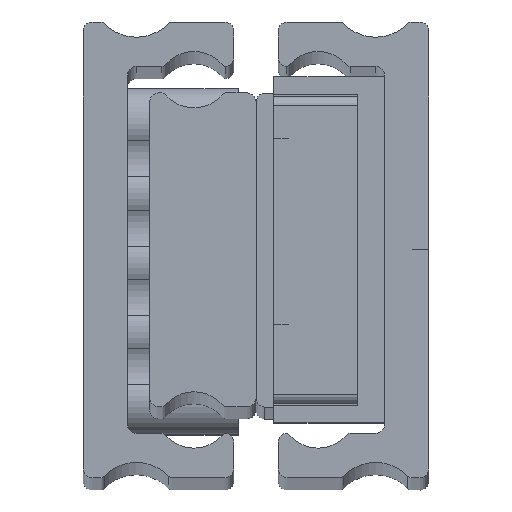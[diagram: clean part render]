
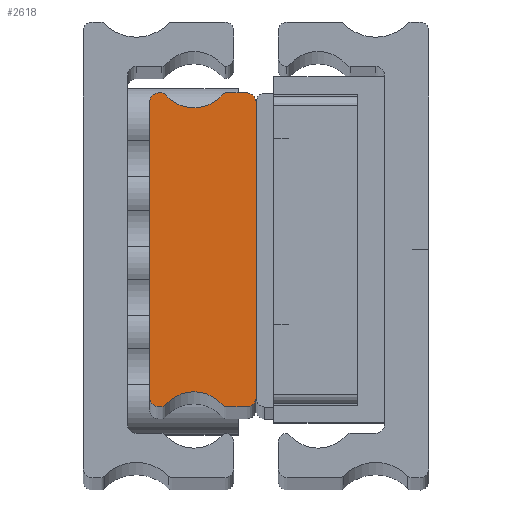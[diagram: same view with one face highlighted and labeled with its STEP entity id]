
A CAD part, top view. The second image highlights one B-rep face of the part: STEP entity #2618.
In plain terms, the highlighted planar face has unit normal (0, 0, 1).
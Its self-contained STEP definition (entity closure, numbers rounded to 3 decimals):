
#150 = EDGE_CURVE ( 'NONE', #7412, #6547, #198, .T. ) ;
#164 = PLANE ( 'NONE',  #4693 ) ;
#173 = VECTOR ( 'NONE', #6869, 1000. ) ;
#178 = DIRECTION ( 'NONE',  ( 1., 0., 0. ) ) ;
#197 = CARTESIAN_POINT ( 'NONE',  ( -10.192, 17.473, 0. ) ) ;
#198 = CIRCLE ( 'NONE', #1511, 0.5 ) ;
#210 = DIRECTION ( 'NONE',  ( 0., 0., -1. ) ) ;
#223 = EDGE_CURVE ( 'NONE', #6569, #4009, #4095, .T. ) ;
#249 = CARTESIAN_POINT ( 'NONE',  ( -3.397, 17.187, 0. ) ) ;
#286 = DIRECTION ( 'NONE',  ( 1., 0., 0. ) ) ;
#315 = DIRECTION ( 'NONE',  ( 0., 0., 1. ) ) ;
#525 = CARTESIAN_POINT ( 'NONE',  ( -12., -16.688, 0. ) ) ;
#592 = CARTESIAN_POINT ( 'NONE',  ( -3.397, -17.688, 0. ) ) ;
#725 = ORIENTED_EDGE ( 'NONE', *, *, #1386, .T. ) ;
#804 = CARTESIAN_POINT ( 'NONE',  ( -3.808, -17.473, 0. ) ) ;
#823 = CARTESIAN_POINT ( 'NONE',  ( -11., 16.687, 0. ) ) ;
#870 = VERTEX_POINT ( 'NONE', #1732 ) ;
#893 = EDGE_CURVE ( 'NONE', #5543, #7149, #3043, .T. ) ;
#928 = AXIS2_PLACEMENT_3D ( 'NONE', #5565, #315, #2625 ) ;
#1126 = AXIS2_PLACEMENT_3D ( 'NONE', #3412, #6949, #7531 ) ;
#1219 = DIRECTION ( 'NONE',  ( -1., 0., 0. ) ) ;
#1222 = CIRCLE ( 'NONE', #6117, 0.5 ) ;
#1259 = CIRCLE ( 'NONE', #5535, 4.22 ) ;
#1331 = AXIS2_PLACEMENT_3D ( 'NONE', #2426, #2974, #6348 ) ;
#1372 = CARTESIAN_POINT ( 'NONE',  ( -7., 20.232, 0. ) ) ;
#1386 = EDGE_CURVE ( 'NONE', #6273, #7412, #3042, .T. ) ;
#1447 = EDGE_CURVE ( 'NONE', #6954, #5343, #3688, .T. ) ;
#1493 = DIRECTION ( 'NONE',  ( 0., 0., 1. ) ) ;
#1511 = AXIS2_PLACEMENT_3D ( 'NONE', #249, #3113, #4304 ) ;
#1530 = DIRECTION ( 'NONE',  ( 0., 0., 1. ) ) ;
#1536 = VECTOR ( 'NONE', #1219, 1000. ) ;
#1608 = CARTESIAN_POINT ( 'NONE',  ( -3.808, 17.473, 0. ) ) ;
#1619 = LINE ( 'NONE', #7505, #1536 ) ;
#1732 = CARTESIAN_POINT ( 'NONE',  ( -12., 16.687, 0. ) ) ;
#1882 = EDGE_CURVE ( 'NONE', #6547, #7553, #3174, .T. ) ;
#1897 = DIRECTION ( 'NONE',  ( 1., 0., 0. ) ) ;
#1949 = CARTESIAN_POINT ( 'NONE',  ( -1., 17.688, 0. ) ) ;
#1983 = VERTEX_POINT ( 'NONE', #5595 ) ;
#2081 = CARTESIAN_POINT ( 'NONE',  ( -12., 16.687, 0. ) ) ;
#2248 = VECTOR ( 'NONE', #178, 1000. ) ;
#2340 = VERTEX_POINT ( 'NONE', #804 ) ;
#2426 = CARTESIAN_POINT ( 'NONE',  ( -10.603, -17.187, 0. ) ) ;
#2441 = CARTESIAN_POINT ( 'NONE',  ( -11., -17.687, 0. ) ) ;
#2454 = ORIENTED_EDGE ( 'NONE', *, *, #4641, .T. ) ;
#2473 = ORIENTED_EDGE ( 'NONE', *, *, #1882, .T. ) ;
#2476 = DIRECTION ( 'NONE',  ( 0., 0., 1. ) ) ;
#2545 = CARTESIAN_POINT ( 'NONE',  ( -10.192, -17.473, 0. ) ) ;
#2563 = VERTEX_POINT ( 'NONE', #7426 ) ;
#2618 = ADVANCED_FACE ( 'NONE', ( #3592 ), #164, .T. ) ;
#2625 = DIRECTION ( 'NONE',  ( 1., 0., 0. ) ) ;
#2683 = CARTESIAN_POINT ( 'NONE',  ( 0., -16.687, 0. ) ) ;
#2696 = EDGE_CURVE ( 'NONE', #4009, #6965, #5547, .T. ) ;
#2974 = DIRECTION ( 'NONE',  ( 0., 0., 1. ) ) ;
#3010 = DIRECTION ( 'NONE',  ( 1., 0., 0. ) ) ;
#3042 = LINE ( 'NONE', #7128, #4513 ) ;
#3043 = CIRCLE ( 'NONE', #1331, 0.5 ) ;
#3113 = DIRECTION ( 'NONE',  ( 0., 0., 1. ) ) ;
#3116 = EDGE_CURVE ( 'NONE', #2340, #1983, #1222, .T. ) ;
#3127 = DIRECTION ( 'NONE',  ( 1., 0., 0. ) ) ;
#3174 = CIRCLE ( 'NONE', #5624, 4.22 ) ;
#3262 = CARTESIAN_POINT ( 'NONE',  ( -11., -17.687, 0. ) ) ;
#3336 = ORIENTED_EDGE ( 'NONE', *, *, #223, .T. ) ;
#3383 = EDGE_CURVE ( 'NONE', #7553, #4860, #4292, .T. ) ;
#3389 = ORIENTED_EDGE ( 'NONE', *, *, #3876, .T. ) ;
#3412 = CARTESIAN_POINT ( 'NONE',  ( -1., 16.687, 0. ) ) ;
#3428 = CARTESIAN_POINT ( 'NONE',  ( -10.603, 17.687, 0. ) ) ;
#3429 = ORIENTED_EDGE ( 'NONE', *, *, #893, .T. ) ;
#3487 = CARTESIAN_POINT ( 'NONE',  ( -10.603, -17.687, 0. ) ) ;
#3592 = FACE_OUTER_BOUND ( 'NONE', #5915, .T. ) ;
#3688 = CIRCLE ( 'NONE', #4654, 1. ) ;
#3789 = AXIS2_PLACEMENT_3D ( 'NONE', #4796, #2476, #1897 ) ;
#3863 = DIRECTION ( 'NONE',  ( 0., 0., 1. ) ) ;
#3874 = CARTESIAN_POINT ( 'NONE',  ( -1., -17.688, 0. ) ) ;
#3876 = EDGE_CURVE ( 'NONE', #870, #6954, #6182, .T. ) ;
#4009 = VERTEX_POINT ( 'NONE', #4595 ) ;
#4012 = CARTESIAN_POINT ( 'NONE',  ( 0., 16.687, 0. ) ) ;
#4085 = CIRCLE ( 'NONE', #5320, 1. ) ;
#4095 = CIRCLE ( 'NONE', #928, 1. ) ;
#4292 = CIRCLE ( 'NONE', #3789, 0.5 ) ;
#4304 = DIRECTION ( 'NONE',  ( 1., 0., 0. ) ) ;
#4327 = ORIENTED_EDGE ( 'NONE', *, *, #6617, .T. ) ;
#4439 = VECTOR ( 'NONE', #6227, 1000. ) ;
#4513 = VECTOR ( 'NONE', #6050, 1000. ) ;
#4519 = DIRECTION ( 'NONE',  ( 0., 0., -1. ) ) ;
#4521 = LINE ( 'NONE', #592, #173 ) ;
#4595 = CARTESIAN_POINT ( 'NONE',  ( 0., -16.687, 0. ) ) ;
#4608 = CARTESIAN_POINT ( 'NONE',  ( -3.397, 17.687, 0. ) ) ;
#4641 = EDGE_CURVE ( 'NONE', #5343, #5543, #4712, .T. ) ;
#4654 = AXIS2_PLACEMENT_3D ( 'NONE', #5473, #3863, #3127 ) ;
#4693 = AXIS2_PLACEMENT_3D ( 'NONE', #1372, #5948, #3010 ) ;
#4695 = ORIENTED_EDGE ( 'NONE', *, *, #3116, .T. ) ;
#4712 = LINE ( 'NONE', #2441, #2248 ) ;
#4796 = CARTESIAN_POINT ( 'NONE',  ( -10.603, 17.187, 0. ) ) ;
#4802 = EDGE_CURVE ( 'NONE', #4860, #2563, #1619, .T. ) ;
#4860 = VERTEX_POINT ( 'NONE', #3428 ) ;
#4970 = CARTESIAN_POINT ( 'NONE',  ( -7., 20.232, 0. ) ) ;
#5252 = ORIENTED_EDGE ( 'NONE', *, *, #4802, .T. ) ;
#5320 = AXIS2_PLACEMENT_3D ( 'NONE', #823, #1530, #7273 ) ;
#5343 = VERTEX_POINT ( 'NONE', #3262 ) ;
#5407 = EDGE_CURVE ( 'NONE', #2563, #870, #4085, .T. ) ;
#5473 = CARTESIAN_POINT ( 'NONE',  ( -11., -16.688, 0. ) ) ;
#5535 = AXIS2_PLACEMENT_3D ( 'NONE', #5693, #4519, #6296 ) ;
#5543 = VERTEX_POINT ( 'NONE', #3487 ) ;
#5547 = LINE ( 'NONE', #2683, #4439 ) ;
#5565 = CARTESIAN_POINT ( 'NONE',  ( -1., -16.687, 0. ) ) ;
#5595 = CARTESIAN_POINT ( 'NONE',  ( -3.397, -17.688, 0. ) ) ;
#5624 = AXIS2_PLACEMENT_3D ( 'NONE', #4970, #210, #6167 ) ;
#5666 = ORIENTED_EDGE ( 'NONE', *, *, #150, .T. ) ;
#5693 = CARTESIAN_POINT ( 'NONE',  ( -7., -20.232, 0. ) ) ;
#5915 = EDGE_LOOP ( 'NONE', ( #2473, #6112, #5252, #7009, #3389, #7529, #2454, #3429, #7259, #4695, #7182, #3336, #6752, #4327, #725, #5666 ) ) ;
#5948 = DIRECTION ( 'NONE',  ( 0., 0., 1. ) ) ;
#6050 = DIRECTION ( 'NONE',  ( -1., 0., 0. ) ) ;
#6112 = ORIENTED_EDGE ( 'NONE', *, *, #3383, .T. ) ;
#6117 = AXIS2_PLACEMENT_3D ( 'NONE', #6181, #1493, #286 ) ;
#6151 = EDGE_CURVE ( 'NONE', #1983, #6569, #4521, .T. ) ;
#6167 = DIRECTION ( 'NONE',  ( 1., 0., 0. ) ) ;
#6181 = CARTESIAN_POINT ( 'NONE',  ( -3.397, -17.187, 0. ) ) ;
#6182 = LINE ( 'NONE', #2081, #7533 ) ;
#6227 = DIRECTION ( 'NONE',  ( 0., 1., 0. ) ) ;
#6273 = VERTEX_POINT ( 'NONE', #1949 ) ;
#6296 = DIRECTION ( 'NONE',  ( 1., 0., 0. ) ) ;
#6348 = DIRECTION ( 'NONE',  ( 1., 0., 0. ) ) ;
#6543 = EDGE_CURVE ( 'NONE', #7149, #2340, #1259, .T. ) ;
#6547 = VERTEX_POINT ( 'NONE', #1608 ) ;
#6569 = VERTEX_POINT ( 'NONE', #3874 ) ;
#6617 = EDGE_CURVE ( 'NONE', #6965, #6273, #6745, .T. ) ;
#6745 = CIRCLE ( 'NONE', #1126, 1. ) ;
#6750 = DIRECTION ( 'NONE',  ( 0., -1., 0. ) ) ;
#6752 = ORIENTED_EDGE ( 'NONE', *, *, #2696, .T. ) ;
#6869 = DIRECTION ( 'NONE',  ( 1., 0., 0. ) ) ;
#6949 = DIRECTION ( 'NONE',  ( 0., 0., 1. ) ) ;
#6954 = VERTEX_POINT ( 'NONE', #525 ) ;
#6965 = VERTEX_POINT ( 'NONE', #4012 ) ;
#7009 = ORIENTED_EDGE ( 'NONE', *, *, #5407, .T. ) ;
#7128 = CARTESIAN_POINT ( 'NONE',  ( -1., 17.687, 0. ) ) ;
#7149 = VERTEX_POINT ( 'NONE', #2545 ) ;
#7182 = ORIENTED_EDGE ( 'NONE', *, *, #6151, .T. ) ;
#7259 = ORIENTED_EDGE ( 'NONE', *, *, #6543, .T. ) ;
#7273 = DIRECTION ( 'NONE',  ( 1., 0., 0. ) ) ;
#7412 = VERTEX_POINT ( 'NONE', #4608 ) ;
#7426 = CARTESIAN_POINT ( 'NONE',  ( -11., 17.687, 0. ) ) ;
#7505 = CARTESIAN_POINT ( 'NONE',  ( -10.603, 17.688, 0. ) ) ;
#7529 = ORIENTED_EDGE ( 'NONE', *, *, #1447, .T. ) ;
#7531 = DIRECTION ( 'NONE',  ( 1., 0., 0. ) ) ;
#7533 = VECTOR ( 'NONE', #6750, 1000. ) ;
#7553 = VERTEX_POINT ( 'NONE', #197 ) ;
